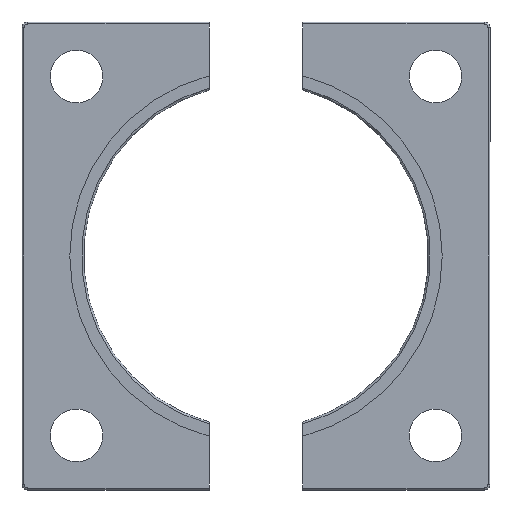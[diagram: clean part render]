
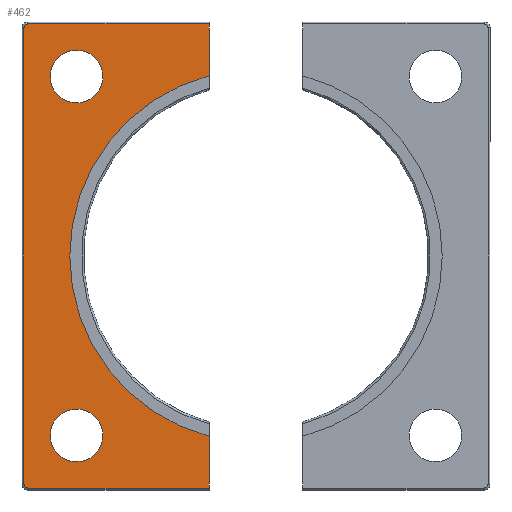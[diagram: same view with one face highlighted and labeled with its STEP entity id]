
A CAD part, front view. The second image highlights one B-rep face of the part: STEP entity #462.
In plain terms, the highlighted planar face has unit normal (0, -1, 0).
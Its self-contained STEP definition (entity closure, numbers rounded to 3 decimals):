
#6 = CIRCLE ( 'NONE', #12, 6.75 ) ;
#8 = CIRCLE ( 'NONE', #14, 1. ) ;
#11 = VECTOR ( 'NONE', #326, 1000. ) ;
#12 = AXIS2_PLACEMENT_3D ( 'NONE', #320, #321, #322 ) ;
#13 = VECTOR ( 'NONE', #338, 1000. ) ;
#14 = AXIS2_PLACEMENT_3D ( 'NONE', #323, #324, #325 ) ;
#15 = VECTOR ( 'NONE', #329, 1000. ) ;
#16 = CIRCLE ( 'NONE', #548, 47.75 ) ;
#190 = CARTESIAN_POINT ( 'NONE',  ( -59.5, 0., -58.5 ) ) ;
#192 = CARTESIAN_POINT ( 'NONE',  ( -12., 0., 59.5 ) ) ;
#197 = CARTESIAN_POINT ( 'NONE',  ( -58.5, 0., 59.5 ) ) ;
#199 = CARTESIAN_POINT ( 'NONE',  ( -59.5, 0., 58.5 ) ) ;
#202 = CARTESIAN_POINT ( 'NONE',  ( -46., 0., -39.25 ) ) ;
#208 = CARTESIAN_POINT ( 'NONE',  ( -12., 0., -46.218 ) ) ;
#210 = CARTESIAN_POINT ( 'NONE',  ( -12., 0., -59.5 ) ) ;
#211 = CARTESIAN_POINT ( 'NONE',  ( -58.5, 0., -59.5 ) ) ;
#215 = CARTESIAN_POINT ( 'NONE',  ( -12., 0., 46.218 ) ) ;
#222 = CARTESIAN_POINT ( 'NONE',  ( -46., 0., -52.75 ) ) ;
#224 = CARTESIAN_POINT ( 'NONE',  ( -46., 0., 52.75 ) ) ;
#226 = CARTESIAN_POINT ( 'NONE',  ( -46., 0., 39.25 ) ) ;
#320 = CARTESIAN_POINT ( 'NONE',  ( -46., 0., -46. ) ) ;
#321 = DIRECTION ( 'NONE',  ( 0., 1., 0. ) ) ;
#322 = DIRECTION ( 'NONE',  ( 0., 0., 1. ) ) ;
#323 = CARTESIAN_POINT ( 'NONE',  ( -58.5, 0., -58.5 ) ) ;
#324 = DIRECTION ( 'NONE',  ( 0., -1., 0. ) ) ;
#325 = DIRECTION ( 'NONE',  ( 0., 0., 1. ) ) ;
#326 = DIRECTION ( 'NONE',  ( 1., 0., 0. ) ) ;
#327 = LINE ( 'NONE', #328, #15 ) ;
#328 = CARTESIAN_POINT ( 'NONE',  ( -12., 0., -60. ) ) ;
#329 = DIRECTION ( 'NONE',  ( 0., 0., -1. ) ) ;
#330 = LINE ( 'NONE', #339, #1578 ) ;
#331 = CARTESIAN_POINT ( 'NONE',  ( -59.5, 0., 58.5 ) ) ;
#332 = LINE ( 'NONE', #337, #13 ) ;
#333 = CARTESIAN_POINT ( 'NONE',  ( 0., 0., 0. ) ) ;
#334 = DIRECTION ( 'NONE',  ( 0., -1., 0. ) ) ;
#335 = DIRECTION ( 'NONE',  ( 0., 0., -1. ) ) ;
#336 = LINE ( 'NONE', #331, #1579 ) ;
#337 = CARTESIAN_POINT ( 'NONE',  ( -12., 0., 42.592 ) ) ;
#338 = DIRECTION ( 'NONE',  ( 0., 0., -1. ) ) ;
#339 = CARTESIAN_POINT ( 'NONE',  ( -58.5, 0., 59.5 ) ) ;
#340 = DIRECTION ( 'NONE',  ( -1., 0., 0. ) ) ;
#342 = CARTESIAN_POINT ( 'NONE',  ( -58.5, 0., 58.5 ) ) ;
#343 = DIRECTION ( 'NONE',  ( 0., -1., 0. ) ) ;
#344 = DIRECTION ( 'NONE',  ( 0., 0., 1. ) ) ;
#345 = DIRECTION ( 'NONE',  ( 0., 0., -1. ) ) ;
#348 = CARTESIAN_POINT ( 'NONE',  ( -46., 0., 46. ) ) ;
#349 = DIRECTION ( 'NONE',  ( 0., 1., 0. ) ) ;
#350 = DIRECTION ( 'NONE',  ( 0., 0., -1. ) ) ;
#404 = EDGE_CURVE ( 'NONE', #1461, #1565, #6, .T. ) ;
#405 = EDGE_CURVE ( 'NONE', #1449, #1470, #8, .T. ) ;
#406 = EDGE_CURVE ( 'NONE', #1470, #1469, #676, .T. ) ;
#407 = EDGE_CURVE ( 'NONE', #1467, #1469, #327, .T. ) ;
#408 = EDGE_CURVE ( 'NONE', #1474, #1467, #16, .T. ) ;
#409 = EDGE_CURVE ( 'NONE', #1451, #1474, #332, .T. ) ;
#410 = EDGE_CURVE ( 'NONE', #1451, #1456, #330, .T. ) ;
#411 = EDGE_CURVE ( 'NONE', #1456, #1458, #1580, .T. ) ;
#412 = EDGE_CURVE ( 'NONE', #1458, #1449, #336, .T. ) ;
#413 = EDGE_CURVE ( 'NONE', #1561, #1564, #1582, .T. ) ;
#462 = ADVANCED_FACE ( 'NONE', ( #1369, #1362, #1371 ), #1372, .F. ) ;
#465 = EDGE_CURVE ( 'NONE', #1564, #1561, #632, .T. ) ;
#467 = EDGE_CURVE ( 'NONE', #1565, #1461, #633, .T. ) ;
#548 = AXIS2_PLACEMENT_3D ( 'NONE', #333, #334, #335 ) ;
#632 = CIRCLE ( 'NONE', #638, 6.75 ) ;
#633 = CIRCLE ( 'NONE', #647, 6.75 ) ;
#638 = AXIS2_PLACEMENT_3D ( 'NONE', #1386, #1387, #1388 ) ;
#642 = AXIS2_PLACEMENT_3D ( 'NONE', #1368, #1366, #1374 ) ;
#647 = AXIS2_PLACEMENT_3D ( 'NONE', #1392, #1393, #1394 ) ;
#676 = LINE ( 'NONE', #677, #11 ) ;
#677 = CARTESIAN_POINT ( 'NONE',  ( -58.5, 0., -59.5 ) ) ;
#1095 = EDGE_LOOP ( 'NONE', ( #1325, #1324 ) ) ;
#1227 = ORIENTED_EDGE ( 'NONE', *, *, #405, .T. ) ;
#1228 = ORIENTED_EDGE ( 'NONE', *, *, #412, .T. ) ;
#1229 = ORIENTED_EDGE ( 'NONE', *, *, #413, .T. ) ;
#1230 = ORIENTED_EDGE ( 'NONE', *, *, #408, .F. ) ;
#1231 = ORIENTED_EDGE ( 'NONE', *, *, #406, .T. ) ;
#1232 = ORIENTED_EDGE ( 'NONE', *, *, #411, .T. ) ;
#1233 = ORIENTED_EDGE ( 'NONE', *, *, #409, .F. ) ;
#1234 = ORIENTED_EDGE ( 'NONE', *, *, #465, .T. ) ;
#1235 = ORIENTED_EDGE ( 'NONE', *, *, #410, .T. ) ;
#1236 = ORIENTED_EDGE ( 'NONE', *, *, #407, .F. ) ;
#1316 = EDGE_LOOP ( 'NONE', ( #1227, #1231, #1236, #1230, #1233, #1235, #1232, #1228 ) ) ;
#1317 = EDGE_LOOP ( 'NONE', ( #1234, #1229 ) ) ;
#1324 = ORIENTED_EDGE ( 'NONE', *, *, #404, .T. ) ;
#1325 = ORIENTED_EDGE ( 'NONE', *, *, #467, .T. ) ;
#1362 = FACE_OUTER_BOUND ( 'NONE', #1316, .T. ) ;
#1366 = DIRECTION ( 'NONE',  ( 0., 1., 0. ) ) ;
#1368 = CARTESIAN_POINT ( 'NONE',  ( -58.5, 0., 58.5 ) ) ;
#1369 = FACE_BOUND ( 'NONE', #1095, .T. ) ;
#1371 = FACE_BOUND ( 'NONE', #1317, .T. ) ;
#1372 = PLANE ( 'NONE',  #642 ) ;
#1374 = DIRECTION ( 'NONE',  ( 0., 0., 1. ) ) ;
#1386 = CARTESIAN_POINT ( 'NONE',  ( -46., 0., 46. ) ) ;
#1387 = DIRECTION ( 'NONE',  ( 0., 1., 0. ) ) ;
#1388 = DIRECTION ( 'NONE',  ( 0., 0., -1. ) ) ;
#1392 = CARTESIAN_POINT ( 'NONE',  ( -46., 0., -46. ) ) ;
#1393 = DIRECTION ( 'NONE',  ( 0., 1., 0. ) ) ;
#1394 = DIRECTION ( 'NONE',  ( 0., 0., 1. ) ) ;
#1449 = VERTEX_POINT ( 'NONE', #190 ) ;
#1451 = VERTEX_POINT ( 'NONE', #192 ) ;
#1456 = VERTEX_POINT ( 'NONE', #197 ) ;
#1458 = VERTEX_POINT ( 'NONE', #199 ) ;
#1461 = VERTEX_POINT ( 'NONE', #202 ) ;
#1467 = VERTEX_POINT ( 'NONE', #208 ) ;
#1469 = VERTEX_POINT ( 'NONE', #210 ) ;
#1470 = VERTEX_POINT ( 'NONE', #211 ) ;
#1474 = VERTEX_POINT ( 'NONE', #215 ) ;
#1561 = VERTEX_POINT ( 'NONE', #224 ) ;
#1564 = VERTEX_POINT ( 'NONE', #226 ) ;
#1565 = VERTEX_POINT ( 'NONE', #222 ) ;
#1578 = VECTOR ( 'NONE', #340, 1000. ) ;
#1579 = VECTOR ( 'NONE', #345, 1000. ) ;
#1580 = CIRCLE ( 'NONE', #1581, 1. ) ;
#1581 = AXIS2_PLACEMENT_3D ( 'NONE', #342, #343, #344 ) ;
#1582 = CIRCLE ( 'NONE', #1584, 6.75 ) ;
#1584 = AXIS2_PLACEMENT_3D ( 'NONE', #348, #349, #350 ) ;
